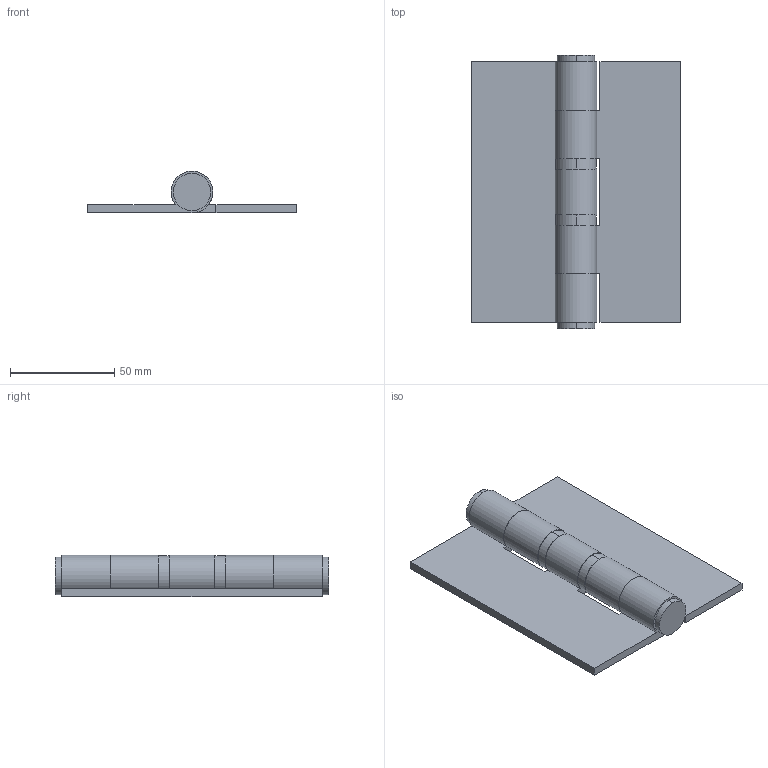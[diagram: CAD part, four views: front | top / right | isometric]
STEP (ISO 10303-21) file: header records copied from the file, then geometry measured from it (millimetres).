
FILE_DESCRIPTION (( 'STEP AP203' ), '1' );
FILE_NAME ('B-1001-2.STEP', '2008-10-17T00:48:37', ( ' ' ), ( ' ' ), 'SwSTEP 2.0', 'SolidWorks 2007', '' );
FILE_SCHEMA (( 'CONFIG_CONTROL_DESIGN' ));
Length unit declared in the file: millimetre
Products named in the file (5): B-1001-2僔儍僼僩__棉太倌; B-1001-2; B-1001-2僸儞僕A__棉太倌; B-1001-2僸儞僕B__棉太倌; B-1001-2焼結リング__ﾃﾞﾌｫﾙﾄ
Assembly tree (5 placements, depth 2):
  B-1001-2
    B-1001-2僸儞僕B__棉太倌
    B-1001-2僸儞僕A__棉太倌
    B-1001-2僔儍僼僩__棉太倌
    B-1001-2焼結リング__ﾃﾞﾌｫﾙﾄ  x2
Bounding box: 100 x 131 x 20 mm (x, y, z)
Volume: 82157.6 mm3; surface area: 43582.9 mm2
Topology: 5 solids, 5 shells, 60 faces, 144 edges, 96 vertices
Faces by surface type: plane 31, cylinder 29
Entity records: 2185 total; most frequent: DIRECTION 306, CARTESIAN_POINT 282, ORIENTED_EDGE 264, EDGE_CURVE 132, AXIS2_PLACEMENT_3D 112, VERTEX_POINT 88, LINE 82, VECTOR 82
